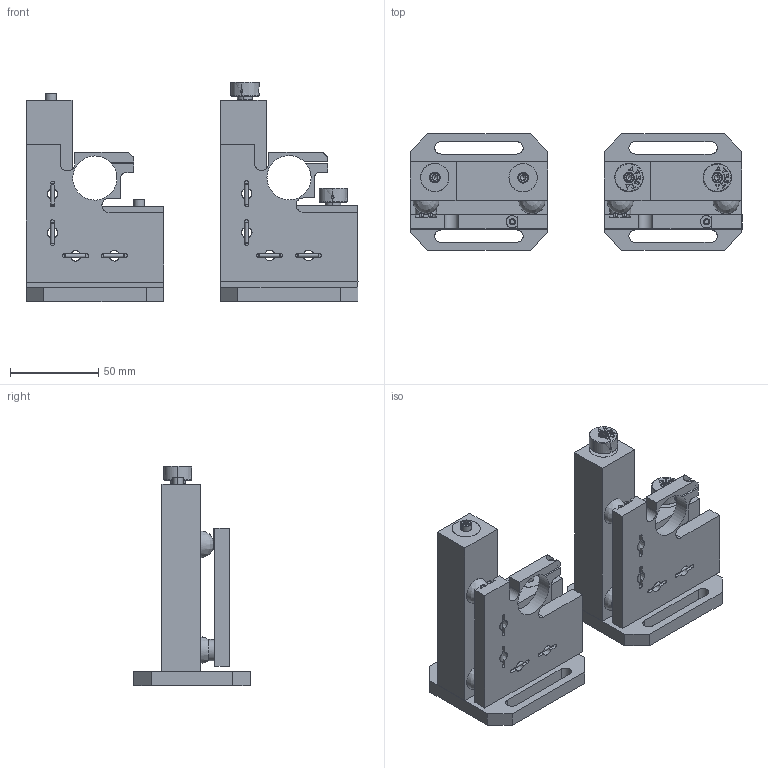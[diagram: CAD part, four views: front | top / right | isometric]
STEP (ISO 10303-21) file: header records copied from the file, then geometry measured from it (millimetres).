
FILE_DESCRIPTION(/* description */ (''),/* implementation_level */ '2;1');
FILE_NAME(/* name */ '01_MMB-TR25',/* time_stamp */ '2024-08-23T10:27:23+03:00',/* author */ (''),/* organization */ (''),/* preprocessor_version */ 'ST-DEVELOPER v15',/* originating_system */ '',/* authorisation */ '');
FILE_SCHEMA (('AUTOMOTIVE_DESIGN'));
Length unit declared in the file: millimetre
Products named in the file (1): Document
Bounding box: 188.01 x 66 x 124.19 mm (x, y, z)
Volume: 347835.4 mm3; surface area: 119798.8 mm2
Topology: 46 solids, 46 shells, 1141 faces, 3059 edges, 1998 vertices
Faces by surface type: bspline 601, plane 540
Entity records: 39174 total; most frequent: CARTESIAN_POINT 21082, ORIENTED_EDGE 5998, EDGE_CURVE 2999, VERTEX_POINT 1998, B_SPLINE_CURVE_WITH_KNOTS 1492, EDGE_LOOP 1281, ADVANCED_FACE 1141, FACE_OUTER_BOUND 1141
